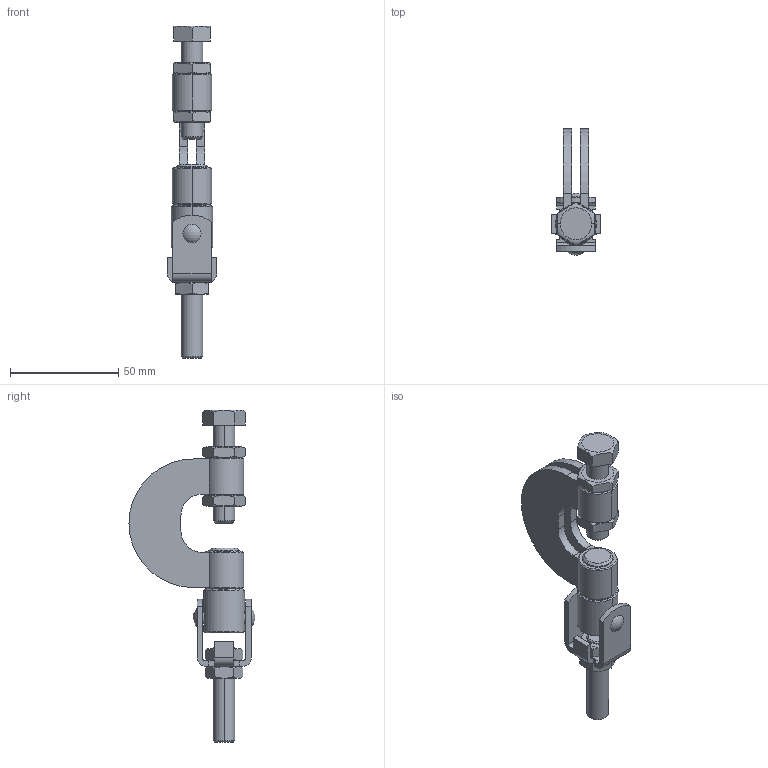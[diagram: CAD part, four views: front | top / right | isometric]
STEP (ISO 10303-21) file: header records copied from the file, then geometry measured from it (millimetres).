
FILE_DESCRIPTION(('TurboCAD Mac Pro'),'Build 980');
FILE_NAME('P2897.stp',' ',(''),(''),'ACIS Interop','IMSI','TurboCAD Mac Pro BY IMSI, INCORPORATED');
FILE_SCHEMA(('automotive_design'));
Length unit declared in the file: inch
Products named in the file (9): 1; 2; 3; 4; 5; 6; 7; 8; 9
Bounding box: 23 x 58.21 x 153.3 mm (x, y, z)
Volume: 39651.4 mm3; surface area: 24733.3 mm2
Topology: 9 solids, 10 shells, 243 faces, 588 edges, 369 vertices
Faces by surface type: plane 121, cylinder 58, cone 52, torus 10, sphere 2
Entity records: 9453 total; most frequent: CARTESIAN_POINT 1643, DIRECTION 1207, ORIENTED_EDGE 1178, EDGE_CURVE 588, AXIS2_PLACEMENT_3D 465, VERTEX_POINT 369, LINE 277, VECTOR 277
